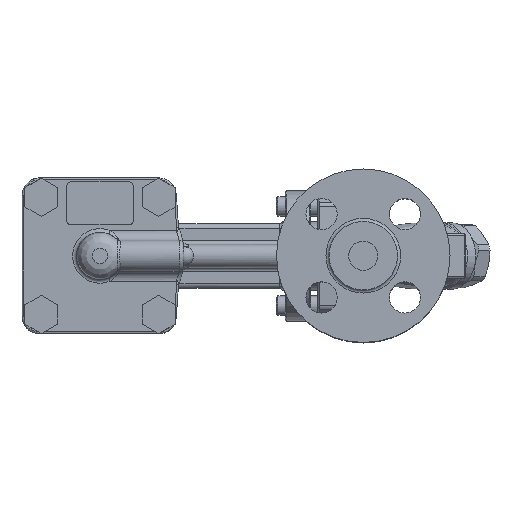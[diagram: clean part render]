
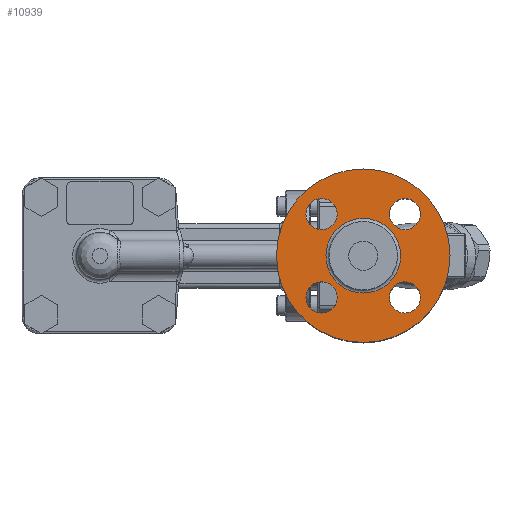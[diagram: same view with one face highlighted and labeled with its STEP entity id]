
A CAD part, top view. The second image highlights one B-rep face of the part: STEP entity #10939.
In plain terms, the highlighted planar face has unit normal (0, 0, 1).
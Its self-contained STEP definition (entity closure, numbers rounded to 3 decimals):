
#820=FACE_BOUND('',#1952,.T.);
#821=FACE_BOUND('',#1953,.T.);
#822=FACE_BOUND('',#1954,.T.);
#823=FACE_BOUND('',#1955,.T.);
#824=FACE_BOUND('',#1956,.T.);
#889=PLANE('',#11804);
#1223=FACE_OUTER_BOUND('',#1951,.T.);
#1951=EDGE_LOOP('',(#7599));
#1952=EDGE_LOOP('',(#7600));
#1953=EDGE_LOOP('',(#7601));
#1954=EDGE_LOOP('',(#7602));
#1955=EDGE_LOOP('',(#7603));
#1956=EDGE_LOOP('',(#7604,#7605));
#3921=CIRCLE('',#11797,44.5);
#3922=CIRCLE('',#11799,19.15);
#3926=CIRCLE('',#11803,19.15);
#3927=CIRCLE('',#11805,8.);
#3928=CIRCLE('',#11806,8.);
#3929=CIRCLE('',#11807,8.);
#3930=CIRCLE('',#11808,8.);
#4637=VERTEX_POINT('',#16910);
#4638=VERTEX_POINT('',#16914);
#4639=VERTEX_POINT('',#16915);
#4642=VERTEX_POINT('',#16924);
#4643=VERTEX_POINT('',#16926);
#4644=VERTEX_POINT('',#16928);
#4645=VERTEX_POINT('',#16930);
#5744=EDGE_CURVE('',#4637,#4637,#3921,.T.);
#5745=EDGE_CURVE('',#4638,#4639,#3922,.T.);
#5749=EDGE_CURVE('',#4639,#4638,#3926,.T.);
#5750=EDGE_CURVE('',#4642,#4642,#3927,.T.);
#5751=EDGE_CURVE('',#4643,#4643,#3928,.T.);
#5752=EDGE_CURVE('',#4644,#4644,#3929,.T.);
#5753=EDGE_CURVE('',#4645,#4645,#3930,.T.);
#7599=ORIENTED_EDGE('',*,*,#5744,.F.);
#7600=ORIENTED_EDGE('',*,*,#5750,.T.);
#7601=ORIENTED_EDGE('',*,*,#5751,.T.);
#7602=ORIENTED_EDGE('',*,*,#5752,.T.);
#7603=ORIENTED_EDGE('',*,*,#5753,.T.);
#7604=ORIENTED_EDGE('',*,*,#5745,.F.);
#7605=ORIENTED_EDGE('',*,*,#5749,.F.);
#10939=ADVANCED_FACE('',(#1223,#820,#821,#822,#823,#824),#889,.T.);
#11797=AXIS2_PLACEMENT_3D('',#16912,#13410,#13411);
#11799=AXIS2_PLACEMENT_3D('',#16916,#13414,#13415);
#11803=AXIS2_PLACEMENT_3D('',#16922,#13422,#13423);
#11804=AXIS2_PLACEMENT_3D('',#16923,#13424,#13425);
#11805=AXIS2_PLACEMENT_3D('',#16925,#13426,#13427);
#11806=AXIS2_PLACEMENT_3D('',#16927,#13428,#13429);
#11807=AXIS2_PLACEMENT_3D('',#16929,#13430,#13431);
#11808=AXIS2_PLACEMENT_3D('',#16931,#13432,#13433);
#13410=DIRECTION('center_axis',(0.,0.,
-1.));
#13411=DIRECTION('ref_axis',(1.,0.,0.));
#13414=DIRECTION('center_axis',(0.,0.,
1.));
#13415=DIRECTION('ref_axis',(1.,0.,0.));
#13422=DIRECTION('center_axis',(0.,0.,
1.));
#13423=DIRECTION('ref_axis',(1.,0.,0.));
#13424=DIRECTION('center_axis',(0.,0.,
1.));
#13425=DIRECTION('ref_axis',(-1.,0.,0.));
#13426=DIRECTION('center_axis',(0.,0.,
-1.));
#13427=DIRECTION('ref_axis',(1.,0.,0.));
#13428=DIRECTION('center_axis',(0.,0.,
-1.));
#13429=DIRECTION('ref_axis',(0.,-1.,0.));
#13430=DIRECTION('center_axis',(0.,0.,
-1.));
#13431=DIRECTION('ref_axis',(-1.,0.,0.));
#13432=DIRECTION('center_axis',(0.,0.,
-1.));
#13433=DIRECTION('ref_axis',(0.,1.,0.));
#16910=CARTESIAN_POINT('',(-11.023,9.705,87.4));
#16912=CARTESIAN_POINT('Origin',(33.477,9.705,87.4));
#16914=CARTESIAN_POINT('',(14.327,9.705,87.4));
#16915=CARTESIAN_POINT('',(52.627,9.705,87.4));
#16916=CARTESIAN_POINT('Origin',(33.477,9.705,87.4));
#16922=CARTESIAN_POINT('Origin',(33.477,9.705,87.4));
#16923=CARTESIAN_POINT('Origin',(33.477,9.705,87.4));
#16924=CARTESIAN_POINT('',(4.087,31.095,87.4));
#16925=CARTESIAN_POINT('Origin',(12.087,31.095,87.4));
#16926=CARTESIAN_POINT('',(54.867,39.095,87.4));
#16927=CARTESIAN_POINT('Origin',(54.867,31.095,87.4));
#16928=CARTESIAN_POINT('',(62.867,-11.685,87.4));
#16929=CARTESIAN_POINT('Origin',(54.867,-11.685,87.4));
#16930=CARTESIAN_POINT('',(12.087,-19.685,87.4));
#16931=CARTESIAN_POINT('Origin',(12.087,-11.685,87.4));
